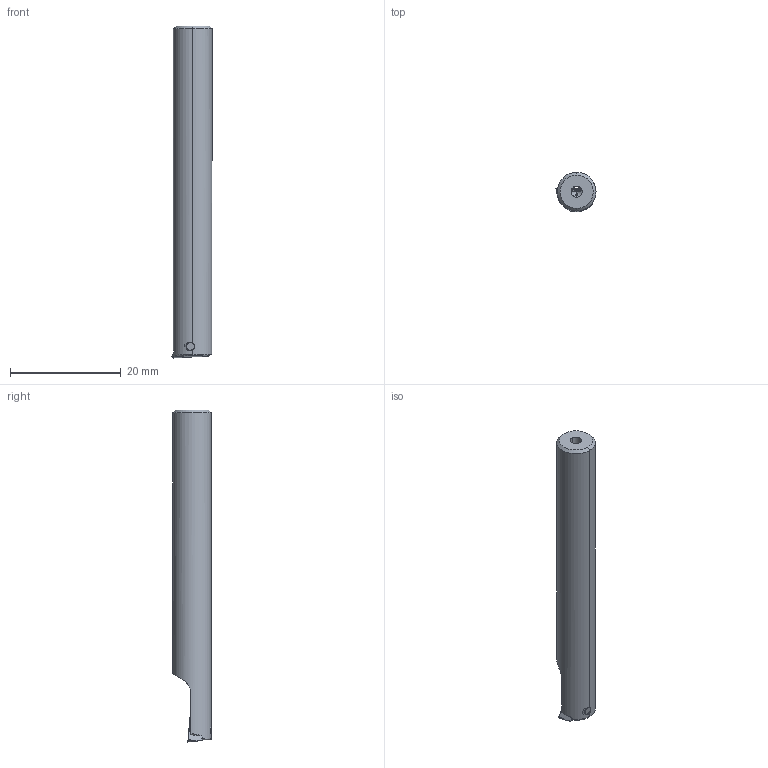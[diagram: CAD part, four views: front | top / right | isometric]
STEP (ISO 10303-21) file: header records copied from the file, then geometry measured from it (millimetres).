
FILE_DESCRIPTION(('no description'),'unknown implementation level');
FILE_NAME('B73BFB46-A1CF-430D-8377-7492334FC9CC_export.stp',' ',('CIMSOURCE GmbH'),('CADClick - KiM GmbH - www.kimweb.de'),'unknown preprocess','ACIS','unknown authorization');
FILE_SCHEMA(('automotive_design'));
Length unit declared in the file: millimetre
Products named in the file (5): 615.086 Kaiser E8 TP07 x 60HM|625.912 Kaiser M2x4;Kreismuster1; 615.086 Kaiser E8 TP07 x 60HM|651.735 Kaiser TPGT 070203 K10C;Kombinieren1; 615.086 Kaiser E8 TP07 x 60HM|615.086 Kaiser E8 TP07 x 60HM-2;Rotation2; 615.086 Kaiser E8 TP07 x 60HM|615.086 Kaiser E8 TP07 x 60HM-1;<N016.01 (TP 0702) PLS rechts Freistellung links>-<<0640.020>-<Schnitt-Linear austragen1>>; 615.086 Kaiser E8 TP07 x 60HM|615.086 Kaiser E8 TP07 x 60HM;<N016.01 (TP 0702) PLS rechts Freistellung links>-<<651.632>-<Kombinieren1>>
Bounding box: 7.24 x 7.01 x 60.02 mm (x, y, z)
Volume: 1993.5 mm3; surface area: 1984.1 mm2
Topology: 5 solids, 5 shells, 128 faces, 332 edges, 196 vertices
Faces by surface type: cylinder 42, cone 39, plane 35, torus 8, sphere 4
Entity records: 7615 total; most frequent: CARTESIAN_POINT 813, DIRECTION 698, STYLED_ITEM 644, PRESENTATION_STYLE_ASSIGNMENT 644, COLOUR_RGB 644, ORIENTED_EDGE 630, EDGE_CURVE 315, CURVE_STYLE 315
